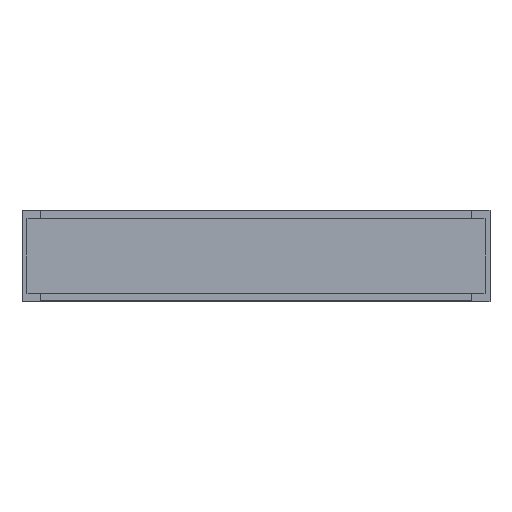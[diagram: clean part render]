
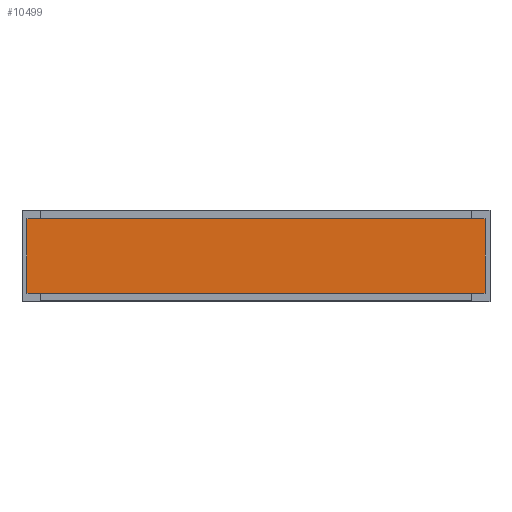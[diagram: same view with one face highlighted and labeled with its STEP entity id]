
A CAD part, front view. The second image highlights one B-rep face of the part: STEP entity #10499.
In plain terms, the highlighted planar face has unit normal (0, -1, 0).
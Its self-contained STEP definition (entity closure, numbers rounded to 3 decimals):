
#36 = CARTESIAN_POINT ( 'NONE',  ( 0., -3., -97. ) ) ;
#636 = CARTESIAN_POINT ( 'NONE',  ( 598., -3., -97. ) ) ;
#725 = EDGE_CURVE ( 'NONE', #15040, #5946, #10805, .T. ) ;
#925 = CARTESIAN_POINT ( 'NONE',  ( -598., -3., 97. ) ) ;
#1149 = VERTEX_POINT ( 'NONE', #10316 ) ;
#1297 = VERTEX_POINT ( 'NONE', #26258 ) ;
#1319 = CARTESIAN_POINT ( 'NONE',  ( -598., -3., -97. ) ) ;
#2084 = VECTOR ( 'NONE', #21393, 1000. ) ;
#2182 = EDGE_CURVE ( 'NONE', #20340, #12026, #23161, .T. ) ;
#2666 = ORIENTED_EDGE ( 'NONE', *, *, #3521, .F. ) ;
#2871 = ORIENTED_EDGE ( 'NONE', *, *, #25620, .F. ) ;
#2880 = VECTOR ( 'NONE', #6459, 1000. ) ;
#3378 = CARTESIAN_POINT ( 'NONE',  ( 563.1, -3., 97. ) ) ;
#3521 = EDGE_CURVE ( 'NONE', #1149, #13054, #4734, .T. ) ;
#3531 = LINE ( 'NONE', #10566, #2880 ) ;
#3610 = DIRECTION ( 'NONE',  ( 0., 0., 1. ) ) ;
#3685 = DIRECTION ( 'NONE',  ( 0., 0., 1. ) ) ;
#4380 = EDGE_CURVE ( 'NONE', #14460, #25714, #12697, .T. ) ;
#4547 = CARTESIAN_POINT ( 'NONE',  ( 598., -3., 97. ) ) ;
#4612 = CARTESIAN_POINT ( 'NONE',  ( -598., -3., 97. ) ) ;
#4734 = LINE ( 'NONE', #18881, #19779 ) ;
#5337 = CARTESIAN_POINT ( 'NONE',  ( 563., -3., 97. ) ) ;
#5422 = DIRECTION ( 'NONE',  ( -1., 0., 0. ) ) ;
#5533 = ORIENTED_EDGE ( 'NONE', *, *, #21691, .F. ) ;
#5807 = ORIENTED_EDGE ( 'NONE', *, *, #2182, .F. ) ;
#5946 = VERTEX_POINT ( 'NONE', #21751 ) ;
#6008 = EDGE_CURVE ( 'NONE', #12874, #15040, #10983, .T. ) ;
#6203 = DIRECTION ( 'NONE',  ( 1., 0., 0. ) ) ;
#6459 = DIRECTION ( 'NONE',  ( 1., 0., 0. ) ) ;
#6713 = CARTESIAN_POINT ( 'NONE',  ( 0., -3., 97. ) ) ;
#7222 = LINE ( 'NONE', #36, #17426 ) ;
#7352 = EDGE_CURVE ( 'NONE', #5946, #1149, #14118, .T. ) ;
#7435 = DIRECTION ( 'NONE',  ( 1., 0., 0. ) ) ;
#8426 = VERTEX_POINT ( 'NONE', #3378 ) ;
#8448 = EDGE_CURVE ( 'NONE', #9494, #20340, #25795, .T. ) ;
#8812 = ORIENTED_EDGE ( 'NONE', *, *, #7352, .F. ) ;
#9234 = FACE_OUTER_BOUND ( 'NONE', #14196, .T. ) ;
#9359 = VECTOR ( 'NONE', #7435, 1000. ) ;
#9494 = VERTEX_POINT ( 'NONE', #22568 ) ;
#9801 = AXIS2_PLACEMENT_3D ( 'NONE', #25986, #15906, #3685 ) ;
#10316 = CARTESIAN_POINT ( 'NONE',  ( -563., -3., 97. ) ) ;
#10348 = VECTOR ( 'NONE', #3610, 1000. ) ;
#10422 = CARTESIAN_POINT ( 'NONE',  ( 598., -3., -97. ) ) ;
#10472 = DIRECTION ( 'NONE',  ( -1., 0., 0. ) ) ;
#10499 = ADVANCED_FACE ( 'NONE', ( #9234 ), #11818, .F. ) ;
#10566 = CARTESIAN_POINT ( 'NONE',  ( -598., -3., 97. ) ) ;
#10805 = LINE ( 'NONE', #925, #15600 ) ;
#10983 = LINE ( 'NONE', #21919, #10348 ) ;
#11414 = VECTOR ( 'NONE', #12923, 1000. ) ;
#11818 = PLANE ( 'NONE',  #9801 ) ;
#11891 = DIRECTION ( 'NONE',  ( 1., 0., 0. ) ) ;
#11896 = ORIENTED_EDGE ( 'NONE', *, *, #16799, .F. ) ;
#12026 = VERTEX_POINT ( 'NONE', #22042 ) ;
#12051 = CARTESIAN_POINT ( 'NONE',  ( 563., -3., -97. ) ) ;
#12688 = ORIENTED_EDGE ( 'NONE', *, *, #20956, .T. ) ;
#12697 = LINE ( 'NONE', #10422, #11414 ) ;
#12874 = VERTEX_POINT ( 'NONE', #12948 ) ;
#12923 = DIRECTION ( 'NONE',  ( 0., 0., -1. ) ) ;
#12948 = CARTESIAN_POINT ( 'NONE',  ( -598., -3., -97. ) ) ;
#13026 = CARTESIAN_POINT ( 'NONE',  ( -598., -3., -97. ) ) ;
#13054 = VERTEX_POINT ( 'NONE', #5337 ) ;
#13657 = LINE ( 'NONE', #20675, #19082 ) ;
#14118 = LINE ( 'NONE', #19696, #9359 ) ;
#14196 = EDGE_LOOP ( 'NONE', ( #21272, #2666, #8812, #21111, #18971, #12688, #11896, #5807, #25783, #2871, #15306, #5533 ) ) ;
#14460 = VERTEX_POINT ( 'NONE', #4547 ) ;
#15040 = VERTEX_POINT ( 'NONE', #4612 ) ;
#15042 = LINE ( 'NONE', #13026, #25810 ) ;
#15306 = ORIENTED_EDGE ( 'NONE', *, *, #4380, .F. ) ;
#15600 = VECTOR ( 'NONE', #11891, 1000. ) ;
#15906 = DIRECTION ( 'NONE',  ( 0., 1., 0. ) ) ;
#16799 = EDGE_CURVE ( 'NONE', #12026, #1297, #15042, .T. ) ;
#17095 = DIRECTION ( 'NONE',  ( -1., 0., 0. ) ) ;
#17258 = EDGE_CURVE ( 'NONE', #13054, #8426, #3531, .T. ) ;
#17426 = VECTOR ( 'NONE', #6203, 1000. ) ;
#18337 = VECTOR ( 'NONE', #21004, 1000. ) ;
#18557 = VECTOR ( 'NONE', #5422, 1000. ) ;
#18710 = DIRECTION ( 'NONE',  ( 1., 0., 0. ) ) ;
#18881 = CARTESIAN_POINT ( 'NONE',  ( -598., -3., 97. ) ) ;
#18971 = ORIENTED_EDGE ( 'NONE', *, *, #6008, .F. ) ;
#19082 = VECTOR ( 'NONE', #10472, 1000. ) ;
#19696 = CARTESIAN_POINT ( 'NONE',  ( -598., -3., 97. ) ) ;
#19779 = VECTOR ( 'NONE', #18710, 1000. ) ;
#20340 = VERTEX_POINT ( 'NONE', #12051 ) ;
#20675 = CARTESIAN_POINT ( 'NONE',  ( -598., -3., -97. ) ) ;
#20956 = EDGE_CURVE ( 'NONE', #12874, #1297, #7222, .T. ) ;
#21004 = DIRECTION ( 'NONE',  ( 1., 0., 0. ) ) ;
#21111 = ORIENTED_EDGE ( 'NONE', *, *, #725, .F. ) ;
#21272 = ORIENTED_EDGE ( 'NONE', *, *, #17258, .F. ) ;
#21393 = DIRECTION ( 'NONE',  ( -1., 0., 0. ) ) ;
#21691 = EDGE_CURVE ( 'NONE', #8426, #14460, #23106, .T. ) ;
#21751 = CARTESIAN_POINT ( 'NONE',  ( -563.1, -3., 97. ) ) ;
#21919 = CARTESIAN_POINT ( 'NONE',  ( -598., -3., -97. ) ) ;
#22042 = CARTESIAN_POINT ( 'NONE',  ( -563., -3., -97. ) ) ;
#22568 = CARTESIAN_POINT ( 'NONE',  ( 563.1, -3., -97. ) ) ;
#23106 = LINE ( 'NONE', #6713, #18337 ) ;
#23161 = LINE ( 'NONE', #25413, #2084 ) ;
#25413 = CARTESIAN_POINT ( 'NONE',  ( -598., -3., -97. ) ) ;
#25620 = EDGE_CURVE ( 'NONE', #25714, #9494, #13657, .T. ) ;
#25714 = VERTEX_POINT ( 'NONE', #636 ) ;
#25783 = ORIENTED_EDGE ( 'NONE', *, *, #8448, .F. ) ;
#25795 = LINE ( 'NONE', #1319, #18557 ) ;
#25810 = VECTOR ( 'NONE', #17095, 1000. ) ;
#25986 = CARTESIAN_POINT ( 'NONE',  ( 0., -3., 0. ) ) ;
#26258 = CARTESIAN_POINT ( 'NONE',  ( -563.1, -3., -97. ) ) ;
